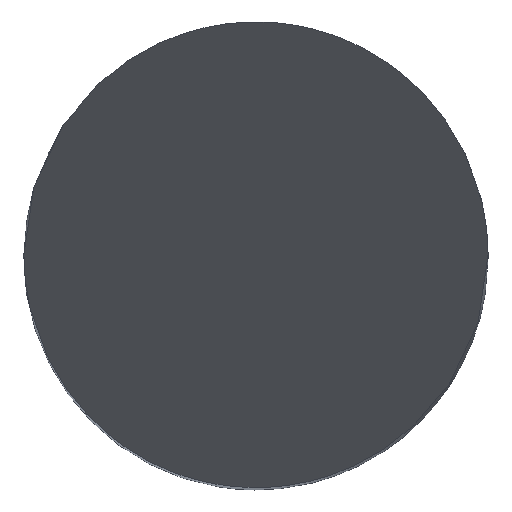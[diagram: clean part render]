
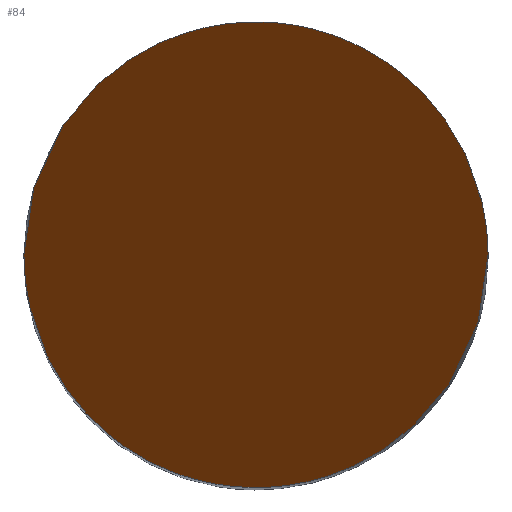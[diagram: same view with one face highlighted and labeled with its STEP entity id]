
A CAD part, top view. The second image highlights one B-rep face of the part: STEP entity #84.
In plain terms, the highlighted planar face has unit normal (0, -0.866, 0.5).
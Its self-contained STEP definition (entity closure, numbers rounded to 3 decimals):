
#58=PLANE('',#644);
#84=ADVANCED_FACE('',(#122),#58,.F.);
#122=FACE_OUTER_BOUND('',#155,.T.);
#155=EDGE_LOOP('',(#332,#333));
#332=ORIENTED_EDGE('',*,*,#523,.F.);
#333=ORIENTED_EDGE('',*,*,#491,.F.);
#437=VERTEX_POINT('',#834);
#438=VERTEX_POINT('',#839);
#491=EDGE_CURVE('',#437,#438,#584,.T.);
#523=EDGE_CURVE('',#438,#437,#588,.T.);
#584=(
BOUNDED_CURVE()
B_SPLINE_CURVE(3,(#835,#836,#837,#838),.UNSPECIFIED.,.F.,.F.)
B_SPLINE_CURVE_WITH_KNOTS((4,4),(0.,1.),.UNSPECIFIED.)
CURVE()
GEOMETRIC_REPRESENTATION_ITEM()
RATIONAL_B_SPLINE_CURVE((1.,0.333,0.333,1.))
REPRESENTATION_ITEM('')
);
#588=(
BOUNDED_CURVE()
B_SPLINE_CURVE(3,(#1136,#1137,#1138,#1139),.UNSPECIFIED.,.F.,.F.)
B_SPLINE_CURVE_WITH_KNOTS((4,4),(0.,1.),.UNSPECIFIED.)
CURVE()
GEOMETRIC_REPRESENTATION_ITEM()
RATIONAL_B_SPLINE_CURVE((1.,0.333,0.333,1.))
REPRESENTATION_ITEM('')
);
#644=AXIS2_PLACEMENT_3D('',#1175,#717,#718);
#717=DIRECTION('',(0.,0.866,-0.5));
#718=DIRECTION('',(0.,-0.5,-0.866));
#834=CARTESIAN_POINT('',(-2.,0.,0.));
#835=CARTESIAN_POINT('',(-2.,0.,0.));
#836=CARTESIAN_POINT('',(-2.,4.,6.928));
#837=CARTESIAN_POINT('',(2.,4.,6.928));
#838=CARTESIAN_POINT('',(2.,0.,0.));
#839=CARTESIAN_POINT('',(2.,0.,0.));
#1136=CARTESIAN_POINT('',(2.,0.,0.));
#1137=CARTESIAN_POINT('',(2.,-4.,-6.928));
#1138=CARTESIAN_POINT('',(-2.,-4.,-6.928));
#1139=CARTESIAN_POINT('',(-2.,0.,0.));
#1175=CARTESIAN_POINT('',(-2.,2.,3.464));
